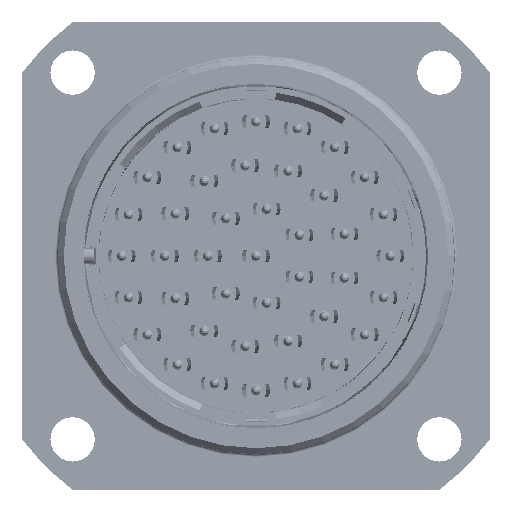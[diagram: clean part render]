
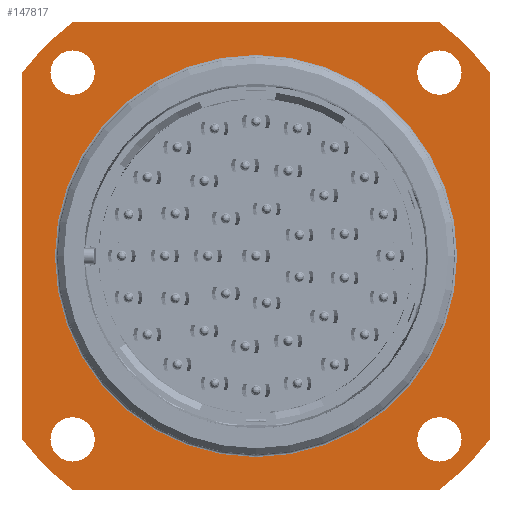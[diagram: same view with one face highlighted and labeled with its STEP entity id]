
A CAD part, left-side view. The second image highlights one B-rep face of the part: STEP entity #147817.
In plain terms, the highlighted planar face has unit normal (-1, 0, 0).
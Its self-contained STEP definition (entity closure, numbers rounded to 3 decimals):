
#36614=CARTESIAN_POINT('',(8.4,0.,0.));
#36615=DIRECTION('',(1.,0.,0.));
#36616=DIRECTION('',(0.,1.,0.));
#36617=AXIS2_PLACEMENT_3D('',#36614,#36615,#36616);
#36629=CARTESIAN_POINT('',(8.4,0.,0.));
#36630=DIRECTION('',(1.,0.,0.));
#36631=DIRECTION('',(0.,-1.,0.));
#36632=AXIS2_PLACEMENT_3D('',#36629,#36630,#36631);
#36634=DIRECTION('',(0.,0.,1.));
#36635=VECTOR('',#36634,28.983);
#36636=CARTESIAN_POINT('',(8.4,-18.5,-14.491));
#36637=LINE('6146',#36636,#36635);
#36638=CARTESIAN_POINT('',(8.4,0.,0.));
#36639=DIRECTION('',(-1.,0.,0.));
#36640=DIRECTION('',(0.,-0.617,-0.787));
#36641=AXIS2_PLACEMENT_3D('',#36638,#36639,#36640);
#36643=DIRECTION('',(0.,-1.,0.));
#36644=VECTOR('',#36643,28.983);
#36645=CARTESIAN_POINT('',(8.4,14.491,-18.5));
#36646=LINE('6148',#36645,#36644);
#36647=CARTESIAN_POINT('',(8.4,0.,0.));
#36648=DIRECTION('',(-1.,0.,0.));
#36649=DIRECTION('',(0.,0.787,-0.617));
#36650=AXIS2_PLACEMENT_3D('',#36647,#36648,#36649);
#36652=DIRECTION('',(0.,0.,-1.));
#36653=VECTOR('',#36652,28.983);
#36654=CARTESIAN_POINT('',(8.4,18.5,14.491));
#36655=LINE('6150',#36654,#36653);
#36656=CARTESIAN_POINT('',(8.4,0.,0.));
#36657=DIRECTION('',(-1.,0.,0.));
#36658=DIRECTION('',(0.,0.617,0.787));
#36659=AXIS2_PLACEMENT_3D('',#36656,#36657,#36658);
#36661=DIRECTION('',(0.,1.,0.));
#36662=VECTOR('',#36661,28.983);
#36663=CARTESIAN_POINT('',(8.4,-14.491,18.5));
#36664=LINE('6152',#36663,#36662);
#36665=CARTESIAN_POINT('',(8.4,0.,0.));
#36666=DIRECTION('',(-1.,0.,0.));
#36667=DIRECTION('',(0.,-0.787,0.617));
#36668=AXIS2_PLACEMENT_3D('',#36665,#36666,#36667);
#36670=CARTESIAN_POINT('',(8.4,14.5,14.5));
#36671=DIRECTION('',(-1.,0.,0.));
#36672=DIRECTION('',(0.,-1.,0.));
#36673=AXIS2_PLACEMENT_3D('',#36670,#36671,#36672);
#36675=CARTESIAN_POINT('',(8.4,14.5,14.5));
#36676=DIRECTION('',(-1.,0.,0.));
#36677=DIRECTION('',(0.,1.,0.));
#36678=AXIS2_PLACEMENT_3D('',#36675,#36676,#36677);
#36680=CARTESIAN_POINT('',(8.4,14.5,-14.5));
#36681=DIRECTION('',(-1.,0.,0.));
#36682=DIRECTION('',(0.,-1.,0.));
#36683=AXIS2_PLACEMENT_3D('',#36680,#36681,#36682);
#36685=CARTESIAN_POINT('',(8.4,14.5,-14.5));
#36686=DIRECTION('',(-1.,0.,0.));
#36687=DIRECTION('',(0.,1.,0.));
#36688=AXIS2_PLACEMENT_3D('',#36685,#36686,#36687);
#36690=CARTESIAN_POINT('',(8.4,-14.5,-14.5));
#36691=DIRECTION('',(-1.,0.,0.));
#36692=DIRECTION('',(0.,-1.,0.));
#36693=AXIS2_PLACEMENT_3D('',#36690,#36691,#36692);
#36695=CARTESIAN_POINT('',(8.4,-14.5,-14.5));
#36696=DIRECTION('',(-1.,0.,0.));
#36697=DIRECTION('',(0.,1.,0.));
#36698=AXIS2_PLACEMENT_3D('',#36695,#36696,#36697);
#36700=CARTESIAN_POINT('',(8.4,-14.5,14.5));
#36701=DIRECTION('',(-1.,0.,0.));
#36702=DIRECTION('',(0.,-1.,0.));
#36703=AXIS2_PLACEMENT_3D('',#36700,#36701,#36702);
#36705=CARTESIAN_POINT('',(8.4,-14.5,14.5));
#36706=DIRECTION('',(-1.,0.,0.));
#36707=DIRECTION('',(0.,1.,0.));
#36708=AXIS2_PLACEMENT_3D('',#36705,#36706,#36707);
#66615=CARTESIAN_POINT('',(8.4,-18.5,-14.491));
#66616=CARTESIAN_POINT('',(8.4,-18.5,14.491));
#66617=VERTEX_POINT('',#66615);
#66618=VERTEX_POINT('',#66616);
#66619=CARTESIAN_POINT('',(8.4,-14.491,-18.5));
#66620=VERTEX_POINT('',#66619);
#66621=CARTESIAN_POINT('',(8.4,14.491,-18.5));
#66622=VERTEX_POINT('',#66621);
#66623=CARTESIAN_POINT('',(8.4,18.5,-14.491));
#66624=VERTEX_POINT('',#66623);
#66625=CARTESIAN_POINT('',(8.4,18.5,14.491));
#66626=VERTEX_POINT('',#66625);
#66627=CARTESIAN_POINT('',(8.4,14.491,18.5));
#66628=VERTEX_POINT('',#66627);
#66629=CARTESIAN_POINT('',(8.4,-14.491,18.5));
#66630=VERTEX_POINT('',#66629);
#66635=CARTESIAN_POINT('',(8.4,16.25,14.5));
#66636=VERTEX_POINT('',#66635);
#66637=CARTESIAN_POINT('',(8.4,12.75,14.5));
#66638=VERTEX_POINT('',#66637);
#66643=CARTESIAN_POINT('',(8.4,16.25,-14.5));
#66644=VERTEX_POINT('',#66643);
#66645=CARTESIAN_POINT('',(8.4,12.75,-14.5));
#66646=VERTEX_POINT('',#66645);
#66651=CARTESIAN_POINT('',(8.4,-12.75,-14.5));
#66652=VERTEX_POINT('',#66651);
#66653=CARTESIAN_POINT('',(8.4,-16.25,-14.5));
#66654=VERTEX_POINT('',#66653);
#66659=CARTESIAN_POINT('',(8.4,-12.75,14.5));
#66660=VERTEX_POINT('',#66659);
#66661=CARTESIAN_POINT('',(8.4,-16.25,14.5));
#66662=VERTEX_POINT('',#66661);
#66721=CARTESIAN_POINT('',(8.4,-15.9,0.));
#66722=CARTESIAN_POINT('',(8.4,15.9,0.));
#66723=VERTEX_POINT('',#66721);
#66724=VERTEX_POINT('',#66722);
#147766=CARTESIAN_POINT('',(8.4,0.,0.));
#147767=DIRECTION('',(1.,0.,0.));
#147768=DIRECTION('',(0.,-1.,0.));
#147769=AXIS2_PLACEMENT_3D('',#147766,#147767,#147768);
#147770=PLANE('291',#147769);
#147772=ORIENTED_EDGE('6146',*,*,#147771,.F.);
#147774=ORIENTED_EDGE('6147',*,*,#147773,.F.);
#147776=ORIENTED_EDGE('6148',*,*,#147775,.F.);
#147778=ORIENTED_EDGE('6149',*,*,#147777,.F.);
#147780=ORIENTED_EDGE('6150',*,*,#147779,.F.);
#147782=ORIENTED_EDGE('6151',*,*,#147781,.F.);
#147784=ORIENTED_EDGE('6152',*,*,#147783,.F.);
#147786=ORIENTED_EDGE('6153',*,*,#147785,.F.);
#147787=EDGE_LOOP('291',(#147772,#147774,#147776,#147778,#147780,#147782,
#147784,#147786));
#147788=FACE_OUTER_BOUND('291',#147787,.F.);
#147790=ORIENTED_EDGE('6200',*,*,#147789,.T.);
#147792=ORIENTED_EDGE('6201',*,*,#147791,.T.);
#147793=EDGE_LOOP('291',(#147790,#147792));
#147794=FACE_BOUND('291',#147793,.F.);
#147796=ORIENTED_EDGE('6202',*,*,#147795,.T.);
#147798=ORIENTED_EDGE('6203',*,*,#147797,.T.);
#147799=EDGE_LOOP('291',(#147796,#147798));
#147800=FACE_BOUND('291',#147799,.F.);
#147802=ORIENTED_EDGE('6204',*,*,#147801,.T.);
#147804=ORIENTED_EDGE('6205',*,*,#147803,.T.);
#147805=EDGE_LOOP('291',(#147802,#147804));
#147806=FACE_BOUND('291',#147805,.F.);
#147808=ORIENTED_EDGE('6206',*,*,#147807,.T.);
#147810=ORIENTED_EDGE('6207',*,*,#147809,.T.);
#147811=EDGE_LOOP('291',(#147808,#147810));
#147812=FACE_BOUND('291',#147811,.F.);
#147813=ORIENTED_EDGE('6231',*,*,#147753,.F.);
#147814=ORIENTED_EDGE('6233',*,*,#147732,.F.);
#147815=EDGE_LOOP('291',(#147813,#147814));
#147816=FACE_BOUND('291',#147815,.F.);
#36618=CIRCLE('6233',#36617,15.9);
#36633=CIRCLE('6231',#36632,15.9);
#36642=CIRCLE('6147',#36641,23.5);
#36651=CIRCLE('6149',#36650,23.5);
#36660=CIRCLE('6151',#36659,23.5);
#36669=CIRCLE('6153',#36668,23.5);
#36674=CIRCLE('6200',#36673,1.75);
#36679=CIRCLE('6201',#36678,1.75);
#36684=CIRCLE('6202',#36683,1.75);
#36689=CIRCLE('6203',#36688,1.75);
#36694=CIRCLE('6204',#36693,1.75);
#36699=CIRCLE('6205',#36698,1.75);
#36704=CIRCLE('6206',#36703,1.75);
#36709=CIRCLE('6207',#36708,1.75);
#147732=EDGE_CURVE('6233',#66724,#66723,#36618,.T.);
#147753=EDGE_CURVE('6231',#66723,#66724,#36633,.T.);
#147771=EDGE_CURVE('6146',#66617,#66618,#36637,.T.);
#147773=EDGE_CURVE('6147',#66620,#66617,#36642,.T.);
#147775=EDGE_CURVE('6148',#66622,#66620,#36646,.T.);
#147777=EDGE_CURVE('6149',#66624,#66622,#36651,.T.);
#147779=EDGE_CURVE('6150',#66626,#66624,#36655,.T.);
#147781=EDGE_CURVE('6151',#66628,#66626,#36660,.T.);
#147783=EDGE_CURVE('6152',#66630,#66628,#36664,.T.);
#147785=EDGE_CURVE('6153',#66618,#66630,#36669,.T.);
#147789=EDGE_CURVE('6200',#66638,#66636,#36674,.T.);
#147791=EDGE_CURVE('6201',#66636,#66638,#36679,.T.);
#147795=EDGE_CURVE('6202',#66646,#66644,#36684,.T.);
#147797=EDGE_CURVE('6203',#66644,#66646,#36689,.T.);
#147801=EDGE_CURVE('6204',#66654,#66652,#36694,.T.);
#147803=EDGE_CURVE('6205',#66652,#66654,#36699,.T.);
#147807=EDGE_CURVE('6206',#66662,#66660,#36704,.T.);
#147809=EDGE_CURVE('6207',#66660,#66662,#36709,.T.);
#147817=ADVANCED_FACE('291',(#147788,#147794,#147800,#147806,#147812,#147816),
#147770,.F.);
